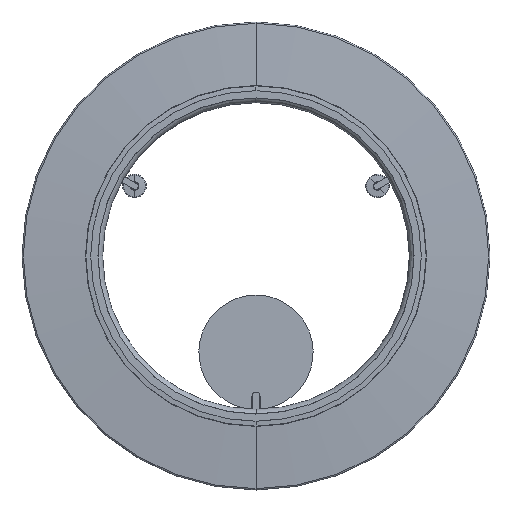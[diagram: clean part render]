
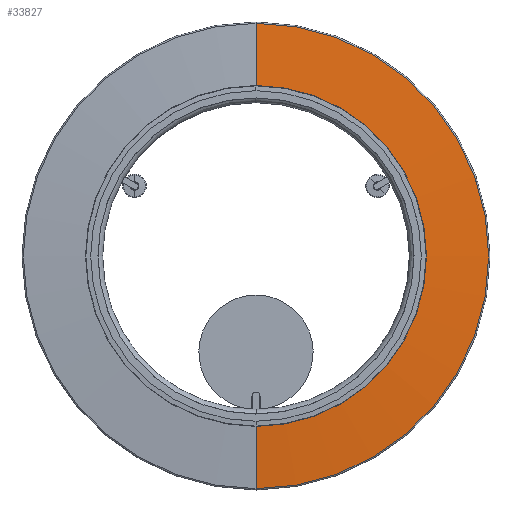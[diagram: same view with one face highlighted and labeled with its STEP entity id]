
A CAD part, top view. The second image highlights one B-rep face of the part: STEP entity #33827.
In plain terms, the highlighted conical face has half-angle 85.601 degrees and reference radius 447.707 mm.
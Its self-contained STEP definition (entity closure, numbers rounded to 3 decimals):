
#3253 = CARTESIAN_POINT ( 'NONE',  ( 0., 17.692, -447.707 ) ) ;
#3609 = CARTESIAN_POINT ( 'NONE',  ( 0., 27.692, 317.707 ) ) ;
#3966 = CIRCLE ( 'NONE', #24714, 447.707 ) ;
#6624 = CARTESIAN_POINT ( 'NONE',  ( 0., 17.692, -447.707 ) ) ;
#7785 = VECTOR ( 'NONE', #37638, 1000. ) ;
#8619 = ORIENTED_EDGE ( 'NONE', *, *, #35952, .T. ) ;
#9068 = CIRCLE ( 'NONE', #25844, 317.707 ) ;
#9290 = EDGE_CURVE ( 'NONE', #12624, #15629, #41193, .T. ) ;
#10465 = FACE_OUTER_BOUND ( 'NONE', #13284, .T. ) ;
#12093 = CARTESIAN_POINT ( 'NONE',  ( 0., 17.692, 447.707 ) ) ;
#12424 = ORIENTED_EDGE ( 'NONE', *, *, #18555, .F. ) ;
#12624 = VERTEX_POINT ( 'NONE', #31756 ) ;
#13284 = EDGE_LOOP ( 'NONE', ( #8619, #22229, #12424, #29998 ) ) ;
#13596 = CARTESIAN_POINT ( 'NONE',  ( 0., 17.692, 0. ) ) ;
#14773 = DIRECTION ( 'NONE',  ( 0., 0., -1. ) ) ;
#15629 = VERTEX_POINT ( 'NONE', #6624 ) ;
#18555 = EDGE_CURVE ( 'NONE', #15629, #24906, #3966, .T. ) ;
#19012 = DIRECTION ( 'NONE',  ( 0., -0.077, -0.997 ) ) ;
#20522 = VECTOR ( 'NONE', #19012, 1000. ) ;
#21677 = AXIS2_PLACEMENT_3D ( 'NONE', #13596, #32224, #29729 ) ;
#22229 = ORIENTED_EDGE ( 'NONE', *, *, #38064, .T. ) ;
#24413 = DIRECTION ( 'NONE',  ( 0., -1., 0. ) ) ;
#24714 = AXIS2_PLACEMENT_3D ( 'NONE', #40577, #34090, #30335 ) ;
#24882 = LINE ( 'NONE', #12093, #7785 ) ;
#24906 = VERTEX_POINT ( 'NONE', #36022 ) ;
#25844 = AXIS2_PLACEMENT_3D ( 'NONE', #27773, #24413, #14773 ) ;
#27027 = CONICAL_SURFACE ( 'NONE', #21677, 447.707, 1.494 ) ;
#27773 = CARTESIAN_POINT ( 'NONE',  ( 0., 27.692, 0. ) ) ;
#29729 = DIRECTION ( 'NONE',  ( 0., 0., -1. ) ) ;
#29998 = ORIENTED_EDGE ( 'NONE', *, *, #9290, .F. ) ;
#30335 = DIRECTION ( 'NONE',  ( 0., 0., -1. ) ) ;
#31756 = CARTESIAN_POINT ( 'NONE',  ( 0., 27.692, -317.707 ) ) ;
#32224 = DIRECTION ( 'NONE',  ( 0., -1., 0. ) ) ;
#33827 = ADVANCED_FACE ( 'NONE', ( #10465 ), #27027, .T. ) ;
#34090 = DIRECTION ( 'NONE',  ( 0., -1., 0. ) ) ;
#35952 = EDGE_CURVE ( 'NONE', #12624, #39810, #9068, .T. ) ;
#36022 = CARTESIAN_POINT ( 'NONE',  ( 0., 17.692, 447.707 ) ) ;
#37638 = DIRECTION ( 'NONE',  ( 0., -0.077, 0.997 ) ) ;
#38064 = EDGE_CURVE ( 'NONE', #39810, #24906, #24882, .T. ) ;
#39810 = VERTEX_POINT ( 'NONE', #3609 ) ;
#40577 = CARTESIAN_POINT ( 'NONE',  ( 0., 17.692, 0. ) ) ;
#41193 = LINE ( 'NONE', #3253, #20522 ) ;
